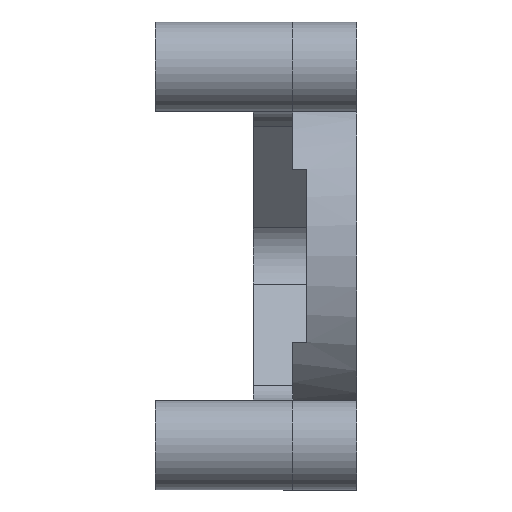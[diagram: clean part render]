
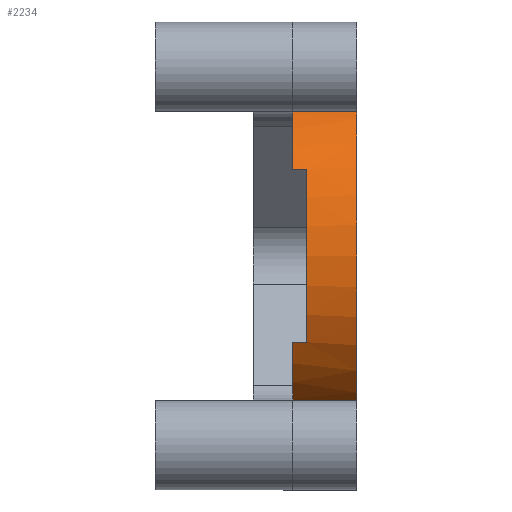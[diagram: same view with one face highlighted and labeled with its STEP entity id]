
A CAD part, left-side view. The second image highlights one B-rep face of the part: STEP entity #2234.
In plain terms, the highlighted cylindrical face has radius 12.696 mm (diameter 25.392 mm), a partial arc.
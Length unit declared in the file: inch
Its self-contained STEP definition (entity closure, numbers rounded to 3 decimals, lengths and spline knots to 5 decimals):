
#46 = VERTEX_POINT ( 'NONE', #3152 ) ;
#60 = CARTESIAN_POINT ( 'NONE',  ( -0.4376, 0.14, 0.24157 ) ) ;
#67 = ORIENTED_EDGE ( 'NONE', *, *, #2924, .F. ) ;
#135 = VERTEX_POINT ( 'NONE', #148 ) ;
#148 = CARTESIAN_POINT ( 'NONE',  ( -0.24023, 0.18, -0.43834 ) ) ;
#177 = ORIENTED_EDGE ( 'NONE', *, *, #194, .F. ) ;
#194 = EDGE_CURVE ( 'NONE', #516, #2916, #2618, .T. ) ;
#202 = VERTEX_POINT ( 'NONE', #2548 ) ;
#229 = AXIS2_PLACEMENT_3D ( 'NONE', #1393, #1146, #2903 ) ;
#232 = DIRECTION ( 'NONE',  ( 0., -1., 0. ) ) ;
#282 = CIRCLE ( 'NONE', #1553, 0.49985 ) ;
#292 = ORIENTED_EDGE ( 'NONE', *, *, #1847, .F. ) ;
#338 = AXIS2_PLACEMENT_3D ( 'NONE', #2653, #1137, #2906 ) ;
#389 = CARTESIAN_POINT ( 'NONE',  ( 0., 0.18, 0. ) ) ;
#451 = CARTESIAN_POINT ( 'NONE',  ( 0., 0.14, -0.49985 ) ) ;
#460 = CARTESIAN_POINT ( 'NONE',  ( 0., 0., 0.49985 ) ) ;
#468 = AXIS2_PLACEMENT_3D ( 'NONE', #788, #2573, #1052 ) ;
#508 = ORIENTED_EDGE ( 'NONE', *, *, #1993, .F. ) ;
#513 = DIRECTION ( 'NONE',  ( 0., -1., 0. ) ) ;
#516 = VERTEX_POINT ( 'NONE', #451 ) ;
#539 = EDGE_CURVE ( 'NONE', #865, #561, #944, .T. ) ;
#558 = CARTESIAN_POINT ( 'NONE',  ( -0.24023, 0.14, -0.43834 ) ) ;
#561 = VERTEX_POINT ( 'NONE', #460 ) ;
#603 = VERTEX_POINT ( 'NONE', #1232 ) ;
#639 = DIRECTION ( 'NONE',  ( 0., 0., 1. ) ) ;
#649 = EDGE_CURVE ( 'NONE', #927, #1020, #2466, .T. ) ;
#686 = CARTESIAN_POINT ( 'NONE',  ( -0.4376, 0.18, -0.24157 ) ) ;
#691 = ORIENTED_EDGE ( 'NONE', *, *, #2789, .T. ) ;
#695 = AXIS2_PLACEMENT_3D ( 'NONE', #1181, #2946, #1424 ) ;
#742 = ORIENTED_EDGE ( 'NONE', *, *, #1820, .F. ) ;
#747 = DIRECTION ( 'NONE',  ( 0., 0., 1. ) ) ;
#788 = CARTESIAN_POINT ( 'NONE',  ( 0., 0.14, 0. ) ) ;
#810 = LINE ( 'NONE', #686, #2084 ) ;
#865 = VERTEX_POINT ( 'NONE', #1081 ) ;
#894 = CIRCLE ( 'NONE', #695, 0.49985 ) ;
#927 = VERTEX_POINT ( 'NONE', #1098 ) ;
#944 = LINE ( 'NONE', #2470, #3252 ) ;
#1017 = CARTESIAN_POINT ( 'NONE',  ( -0.24023, 0.14, 0.43834 ) ) ;
#1020 = VERTEX_POINT ( 'NONE', #60 ) ;
#1027 = ORIENTED_EDGE ( 'NONE', *, *, #539, .F. ) ;
#1052 = DIRECTION ( 'NONE',  ( 0., 0., 1. ) ) ;
#1055 = DIRECTION ( 'NONE',  ( 0., -1., 0. ) ) ;
#1081 = CARTESIAN_POINT ( 'NONE',  ( 0., 0.14, 0.49985 ) ) ;
#1098 = CARTESIAN_POINT ( 'NONE',  ( -0.4376, 0.18, 0.24157 ) ) ;
#1107 = ORIENTED_EDGE ( 'NONE', *, *, #2465, .T. ) ;
#1134 = AXIS2_PLACEMENT_3D ( 'NONE', #2526, #1757, #747 ) ;
#1137 = DIRECTION ( 'NONE',  ( 0., 1., 0. ) ) ;
#1146 = DIRECTION ( 'NONE',  ( 0., -1., 0. ) ) ;
#1156 = EDGE_CURVE ( 'NONE', #603, #561, #282, .T. ) ;
#1181 = CARTESIAN_POINT ( 'NONE',  ( 0., 0.14, 0. ) ) ;
#1189 = LINE ( 'NONE', #2777, #2532 ) ;
#1213 = EDGE_CURVE ( 'NONE', #1487, #135, #2724, .T. ) ;
#1232 = CARTESIAN_POINT ( 'NONE',  ( 0., 0., -0.49985 ) ) ;
#1244 = CARTESIAN_POINT ( 'NONE',  ( -0.4376, 0.18, 0.24157 ) ) ;
#1314 = CARTESIAN_POINT ( 'NONE',  ( 0., 0.14, -0.49985 ) ) ;
#1356 = CARTESIAN_POINT ( 'NONE',  ( 0., 0., 0. ) ) ;
#1393 = CARTESIAN_POINT ( 'NONE',  ( 0., 0.14, 0. ) ) ;
#1424 = DIRECTION ( 'NONE',  ( 0., 0., 1. ) ) ;
#1452 = CIRCLE ( 'NONE', #338, 0.49985 ) ;
#1487 = VERTEX_POINT ( 'NONE', #2268 ) ;
#1528 = VECTOR ( 'NONE', #2571, 39.37008 ) ;
#1553 = AXIS2_PLACEMENT_3D ( 'NONE', #1356, #3131, #1609 ) ;
#1576 = ORIENTED_EDGE ( 'NONE', *, *, #2511, .F. ) ;
#1609 = DIRECTION ( 'NONE',  ( 0., 0., 1. ) ) ;
#1757 = DIRECTION ( 'NONE',  ( 0., 1., 0. ) ) ;
#1786 = VECTOR ( 'NONE', #232, 39.37008 ) ;
#1820 = EDGE_CURVE ( 'NONE', #2883, #865, #894, .T. ) ;
#1847 = EDGE_CURVE ( 'NONE', #1487, #202, #810, .T. ) ;
#1951 = EDGE_LOOP ( 'NONE', ( #1027, #742, #67, #1576, #3001, #508, #292, #2763, #691, #177, #1107, #2516 ) ) ;
#1993 = EDGE_CURVE ( 'NONE', #202, #1020, #2285, .T. ) ;
#2060 = AXIS2_PLACEMENT_3D ( 'NONE', #389, #2148, #639 ) ;
#2084 = VECTOR ( 'NONE', #3204, 39.37008 ) ;
#2148 = DIRECTION ( 'NONE',  ( 0., -1., 0. ) ) ;
#2209 = DIRECTION ( 'NONE',  ( 0., -1., 0. ) ) ;
#2210 = LINE ( 'NONE', #2314, #1528 ) ;
#2234 = ADVANCED_FACE ( 'NONE', ( #2847 ), #2766, .T. ) ;
#2268 = CARTESIAN_POINT ( 'NONE',  ( -0.4376, 0.18, -0.24157 ) ) ;
#2285 = CIRCLE ( 'NONE', #468, 0.49985 ) ;
#2314 = CARTESIAN_POINT ( 'NONE',  ( -0.24023, 0.18, 0.43834 ) ) ;
#2377 = LINE ( 'NONE', #1314, #2884 ) ;
#2465 = EDGE_CURVE ( 'NONE', #516, #603, #2377, .T. ) ;
#2466 = LINE ( 'NONE', #1244, #1786 ) ;
#2470 = CARTESIAN_POINT ( 'NONE',  ( 0., 0.14, 0.49985 ) ) ;
#2511 = EDGE_CURVE ( 'NONE', #927, #46, #1452, .T. ) ;
#2516 = ORIENTED_EDGE ( 'NONE', *, *, #1156, .T. ) ;
#2526 = CARTESIAN_POINT ( 'NONE',  ( 0., 0.14, 0. ) ) ;
#2532 = VECTOR ( 'NONE', #513, 39.37008 ) ;
#2548 = CARTESIAN_POINT ( 'NONE',  ( -0.4376, 0.14, -0.24157 ) ) ;
#2571 = DIRECTION ( 'NONE',  ( 0., -1., 0. ) ) ;
#2573 = DIRECTION ( 'NONE',  ( 0., 1., 0. ) ) ;
#2618 = CIRCLE ( 'NONE', #1134, 0.49985 ) ;
#2653 = CARTESIAN_POINT ( 'NONE',  ( 0., 0.18, 0. ) ) ;
#2724 = CIRCLE ( 'NONE', #2060, 0.49985 ) ;
#2763 = ORIENTED_EDGE ( 'NONE', *, *, #1213, .T. ) ;
#2766 = CYLINDRICAL_SURFACE ( 'NONE', #229, 0.49985 ) ;
#2777 = CARTESIAN_POINT ( 'NONE',  ( -0.24023, 0.18, -0.43834 ) ) ;
#2789 = EDGE_CURVE ( 'NONE', #135, #2916, #1189, .T. ) ;
#2847 = FACE_OUTER_BOUND ( 'NONE', #1951, .T. ) ;
#2883 = VERTEX_POINT ( 'NONE', #1017 ) ;
#2884 = VECTOR ( 'NONE', #1055, 39.37008 ) ;
#2903 = DIRECTION ( 'NONE',  ( 0., 0., -1. ) ) ;
#2906 = DIRECTION ( 'NONE',  ( 0., 0., -1. ) ) ;
#2916 = VERTEX_POINT ( 'NONE', #558 ) ;
#2924 = EDGE_CURVE ( 'NONE', #46, #2883, #2210, .T. ) ;
#2946 = DIRECTION ( 'NONE',  ( 0., 1., 0. ) ) ;
#3001 = ORIENTED_EDGE ( 'NONE', *, *, #649, .T. ) ;
#3131 = DIRECTION ( 'NONE',  ( 0., 1., 0. ) ) ;
#3152 = CARTESIAN_POINT ( 'NONE',  ( -0.24023, 0.18, 0.43834 ) ) ;
#3204 = DIRECTION ( 'NONE',  ( 0., -1., 0. ) ) ;
#3252 = VECTOR ( 'NONE', #2209, 39.37008 ) ;
